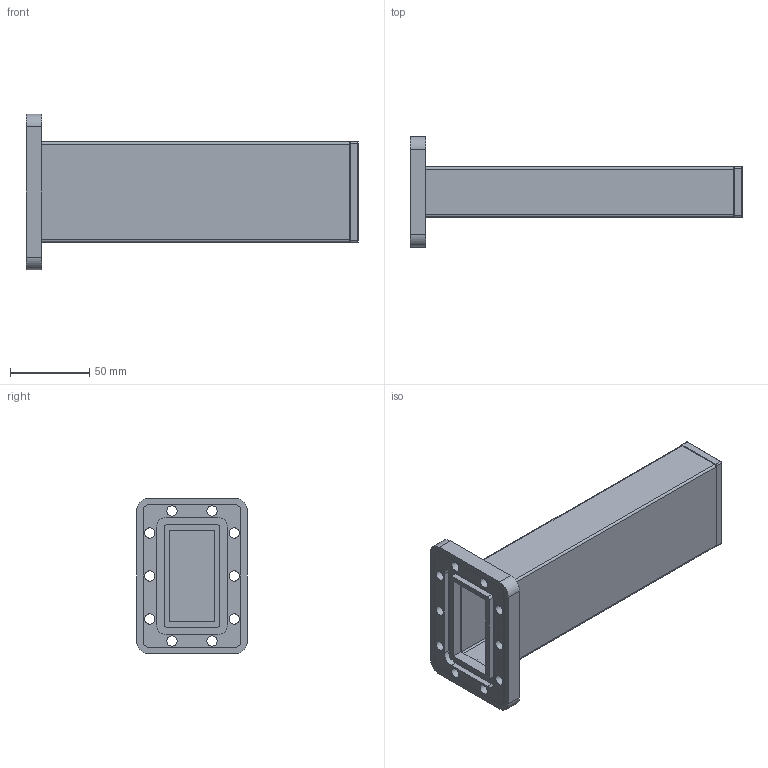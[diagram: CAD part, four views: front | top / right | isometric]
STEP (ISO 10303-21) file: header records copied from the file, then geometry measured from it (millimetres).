
FILE_DESCRIPTION (( 'STEP AP214' ), '1' );
FILE_NAME ('006511.STEP', '2020-11-20T18:53:52', ( '' ), ( '' ), 'SwSTEP 2.0', 'SolidWorks 2019', '' );
FILE_SCHEMA (( 'AUTOMOTIVE_DESIGN' ));
Length unit declared in the file: millimetre
Products named in the file (1): 006511
Bounding box: 210 x 69.9 x 98.4 mm (x, y, z)
Surface area: 94754.1 mm2 (no closed solid volume)
Topology: 0 solids, 3 shells, 106 faces, 278 edges, 180 vertices
Faces by surface type: plane 52, cylinder 42, cone 12
Full cylindrical faces by diameter (mm): 6.528 x10
Entity records: 3256 total; most frequent: DIRECTION 578, CARTESIAN_POINT 555, ORIENTED_EDGE 496, EDGE_CURVE 268, AXIS2_PLACEMENT_3D 203, VERTEX_POINT 180, VECTOR 172, LINE 172
